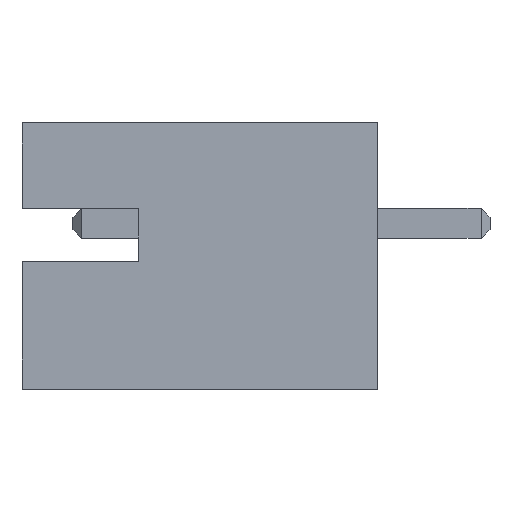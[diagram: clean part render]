
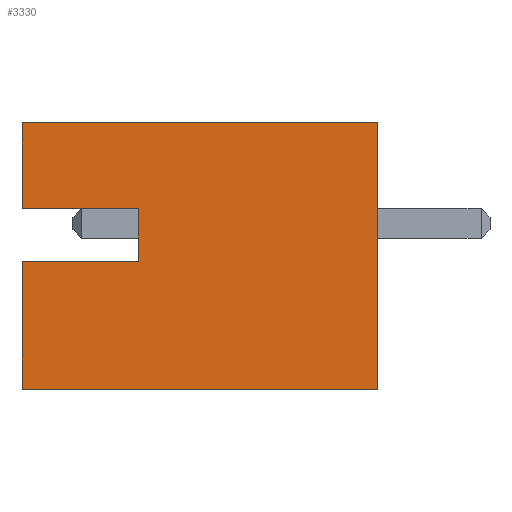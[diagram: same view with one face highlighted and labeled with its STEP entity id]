
A CAD part, left-side view. The second image highlights one B-rep face of the part: STEP entity #3330.
In plain terms, the highlighted planar face has unit normal (-1, 0, 0).
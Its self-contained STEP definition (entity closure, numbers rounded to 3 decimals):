
#60 = ORIENTED_EDGE ( 'NONE', *, *, #2802, .F. ) ;
#108 = EDGE_CURVE ( 'NONE', #115, #2184, #1280, .T. ) ;
#115 = VERTEX_POINT ( 'NONE', #312 ) ;
#182 = LINE ( 'NONE', #2649, #894 ) ;
#207 = DIRECTION ( 'NONE',  ( 1., 0., 0. ) ) ;
#210 = DIRECTION ( 'NONE',  ( 0., 1., 0. ) ) ;
#278 = FACE_OUTER_BOUND ( 'NONE', #2510, .T. ) ;
#312 = CARTESIAN_POINT ( 'NONE',  ( -5., 4.04, -0.09 ) ) ;
#317 = DIRECTION ( 'NONE',  ( 0., 0., -1. ) ) ;
#364 = ORIENTED_EDGE ( 'NONE', *, *, #2351, .F. ) ;
#367 = CARTESIAN_POINT ( 'NONE',  ( -5., 6., -2.25 ) ) ;
#385 = ORIENTED_EDGE ( 'NONE', *, *, #108, .F. ) ;
#480 = CARTESIAN_POINT ( 'NONE',  ( -5., 0., 2.25 ) ) ;
#500 = CARTESIAN_POINT ( 'NONE',  ( -5., 6., 2.25 ) ) ;
#647 = CARTESIAN_POINT ( 'NONE',  ( -5., 4.04, 0.8 ) ) ;
#654 = VERTEX_POINT ( 'NONE', #1499 ) ;
#874 = CARTESIAN_POINT ( 'NONE',  ( -5., 6., -2.25 ) ) ;
#894 = VECTOR ( 'NONE', #1432, 1000. ) ;
#902 = VECTOR ( 'NONE', #1025, 1000. ) ;
#904 = EDGE_CURVE ( 'NONE', #2919, #3590, #1181, .T. ) ;
#922 = EDGE_CURVE ( 'NONE', #1503, #3590, #2419, .T. ) ;
#923 = DIRECTION ( 'NONE',  ( 0., 0., 1. ) ) ;
#982 = LINE ( 'NONE', #1591, #2501 ) ;
#998 = CARTESIAN_POINT ( 'NONE',  ( -5., 6., -0.09 ) ) ;
#1025 = DIRECTION ( 'NONE',  ( 0., 0., 1. ) ) ;
#1062 = AXIS2_PLACEMENT_3D ( 'NONE', #2130, #207, #317 ) ;
#1181 = LINE ( 'NONE', #3173, #902 ) ;
#1249 = ORIENTED_EDGE ( 'NONE', *, *, #3720, .F. ) ;
#1280 = LINE ( 'NONE', #2434, #3572 ) ;
#1327 = VECTOR ( 'NONE', #1865, 1000. ) ;
#1432 = DIRECTION ( 'NONE',  ( 0., -1., 0. ) ) ;
#1499 = CARTESIAN_POINT ( 'NONE',  ( -5., 6., -0.09 ) ) ;
#1503 = VERTEX_POINT ( 'NONE', #2356 ) ;
#1513 = EDGE_CURVE ( 'NONE', #2099, #2919, #182, .T. ) ;
#1516 = VECTOR ( 'NONE', #2933, 1000. ) ;
#1519 = PLANE ( 'NONE',  #1062 ) ;
#1591 = CARTESIAN_POINT ( 'NONE',  ( -5., 6., -2.25 ) ) ;
#1769 = LINE ( 'NONE', #3257, #2627 ) ;
#1865 = DIRECTION ( 'NONE',  ( 0., 0., 1. ) ) ;
#2099 = VERTEX_POINT ( 'NONE', #874 ) ;
#2130 = CARTESIAN_POINT ( 'NONE',  ( -5., 6., -2.25 ) ) ;
#2184 = VERTEX_POINT ( 'NONE', #647 ) ;
#2253 = ORIENTED_EDGE ( 'NONE', *, *, #1513, .T. ) ;
#2261 = ORIENTED_EDGE ( 'NONE', *, *, #2399, .F. ) ;
#2316 = ORIENTED_EDGE ( 'NONE', *, *, #904, .T. ) ;
#2337 = CARTESIAN_POINT ( 'NONE',  ( -5., 6., 0.8 ) ) ;
#2351 = EDGE_CURVE ( 'NONE', #2099, #654, #982, .T. ) ;
#2356 = CARTESIAN_POINT ( 'NONE',  ( -5., 6., 2.25 ) ) ;
#2399 = EDGE_CURVE ( 'NONE', #654, #115, #2732, .T. ) ;
#2419 = LINE ( 'NONE', #500, #1516 ) ;
#2434 = CARTESIAN_POINT ( 'NONE',  ( -5., 4.04, 0.8 ) ) ;
#2501 = VECTOR ( 'NONE', #3670, 1000. ) ;
#2510 = EDGE_LOOP ( 'NONE', ( #385, #2261, #364, #2253, #2316, #3252, #60, #1249 ) ) ;
#2529 = VERTEX_POINT ( 'NONE', #2337 ) ;
#2627 = VECTOR ( 'NONE', #210, 1000. ) ;
#2649 = CARTESIAN_POINT ( 'NONE',  ( -5., 6., -2.25 ) ) ;
#2732 = LINE ( 'NONE', #998, #3612 ) ;
#2802 = EDGE_CURVE ( 'NONE', #2529, #1503, #3578, .T. ) ;
#2919 = VERTEX_POINT ( 'NONE', #3045 ) ;
#2933 = DIRECTION ( 'NONE',  ( 0., -1., 0. ) ) ;
#3045 = CARTESIAN_POINT ( 'NONE',  ( -5., 0., -2.25 ) ) ;
#3173 = CARTESIAN_POINT ( 'NONE',  ( -5., 0., -2.25 ) ) ;
#3252 = ORIENTED_EDGE ( 'NONE', *, *, #922, .F. ) ;
#3257 = CARTESIAN_POINT ( 'NONE',  ( -5., 6., 0.8 ) ) ;
#3330 = ADVANCED_FACE ( 'NONE', ( #278 ), #1519, .F. ) ;
#3411 = DIRECTION ( 'NONE',  ( 0., -1., 0. ) ) ;
#3572 = VECTOR ( 'NONE', #923, 1000. ) ;
#3578 = LINE ( 'NONE', #367, #1327 ) ;
#3590 = VERTEX_POINT ( 'NONE', #480 ) ;
#3612 = VECTOR ( 'NONE', #3411, 1000. ) ;
#3670 = DIRECTION ( 'NONE',  ( 0., 0., 1. ) ) ;
#3720 = EDGE_CURVE ( 'NONE', #2184, #2529, #1769, .T. ) ;
